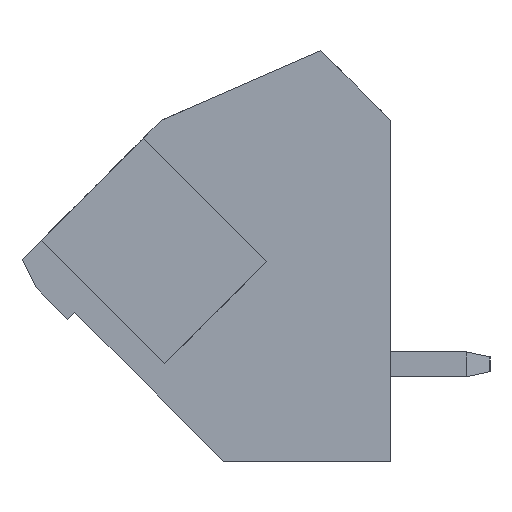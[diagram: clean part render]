
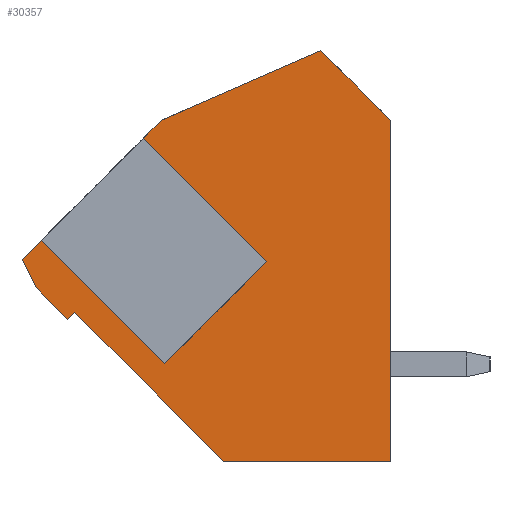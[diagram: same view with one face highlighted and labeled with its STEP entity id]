
A CAD part, left-side view. The second image highlights one B-rep face of the part: STEP entity #30357.
In plain terms, the highlighted planar face has unit normal (-1, 0, 0).
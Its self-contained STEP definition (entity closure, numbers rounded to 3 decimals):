
#360 = EDGE_CURVE ( 'NONE', #29695, #16934, #8866, .T. ) ;
#684 = EDGE_CURVE ( 'NONE', #20052, #23770, #35610, .T. ) ;
#1476 = ORIENTED_EDGE ( 'NONE', *, *, #26667, .T. ) ;
#1690 = EDGE_CURVE ( 'NONE', #40897, #26434, #38285, .T. ) ;
#1817 = ORIENTED_EDGE ( 'NONE', *, *, #33801, .T. ) ;
#1880 = CARTESIAN_POINT ( 'NONE',  ( 0., 9.2, 13.7 ) ) ;
#1919 = CARTESIAN_POINT ( 'NONE',  ( 0., 0., 13.7 ) ) ;
#3485 = ORIENTED_EDGE ( 'NONE', *, *, #32147, .T. ) ;
#3733 = EDGE_CURVE ( 'NONE', #47758, #7761, #37599, .T. ) ;
#3821 = CARTESIAN_POINT ( 'NONE',  ( 0., 14.8, 0. ) ) ;
#3855 = VECTOR ( 'NONE', #38589, 1000. ) ;
#4647 = VECTOR ( 'NONE', #46499, 1000. ) ;
#4919 = CARTESIAN_POINT ( 'NONE',  ( 0., 12.962, 5.696 ) ) ;
#5293 = LINE ( 'NONE', #45773, #14586 ) ;
#5635 = AXIS2_PLACEMENT_3D ( 'NONE', #6353, #46828, #35239 ) ;
#6353 = CARTESIAN_POINT ( 'NONE',  ( 0., 14.8, 16.5 ) ) ;
#7761 = VERTEX_POINT ( 'NONE', #46895 ) ;
#7869 = VERTEX_POINT ( 'NONE', #47912 ) ;
#8558 = CARTESIAN_POINT ( 'NONE',  ( 0., 9.2, 13.7 ) ) ;
#8866 = LINE ( 'NONE', #41806, #45660 ) ;
#9458 = EDGE_CURVE ( 'NONE', #45229, #25623, #5293, .T. ) ;
#9920 = DIRECTION ( 'NONE',  ( 0., 0.707, -0.707 ) ) ;
#9929 = EDGE_LOOP ( 'NONE', ( #26517, #33227, #10969, #47589, #33691, #23764, #1817, #45003, #3485, #1476, #41393, #29837, #22888 ) ) ;
#10146 = LINE ( 'NONE', #47636, #28685 ) ;
#10526 = EDGE_CURVE ( 'NONE', #28792, #16934, #10146, .T. ) ;
#10969 = ORIENTED_EDGE ( 'NONE', *, *, #3733, .T. ) ;
#11277 = CARTESIAN_POINT ( 'NONE',  ( 0., 0., 13.7 ) ) ;
#11812 = CARTESIAN_POINT ( 'NONE',  ( 0., 9.072, 3.928 ) ) ;
#13928 = VECTOR ( 'NONE', #9920, 1000. ) ;
#14586 = VECTOR ( 'NONE', #39181, 1000. ) ;
#14758 = LINE ( 'NONE', #25654, #15870 ) ;
#15870 = VECTOR ( 'NONE', #25893, 1000. ) ;
#16934 = VERTEX_POINT ( 'NONE', #37297 ) ;
#16939 = LINE ( 'NONE', #1880, #13928 ) ;
#17048 = DIRECTION ( 'NONE',  ( 0., 0.916, -0.401 ) ) ;
#17183 = CARTESIAN_POINT ( 'NONE',  ( 0., 14.234, 6.969 ) ) ;
#17520 = LINE ( 'NONE', #27954, #19119 ) ;
#18633 = LINE ( 'NONE', #3821, #39337 ) ;
#18911 = DIRECTION ( 'NONE',  ( 0., 0.707, 0.707 ) ) ;
#19119 = VECTOR ( 'NONE', #17048, 1000. ) ;
#19266 = LINE ( 'NONE', #11812, #34277 ) ;
#20052 = VERTEX_POINT ( 'NONE', #38327 ) ;
#20219 = FACE_OUTER_BOUND ( 'NONE', #9929, .T. ) ;
#20226 = DIRECTION ( 'NONE',  ( 0., 0.707, 0.707 ) ) ;
#21715 = DIRECTION ( 'NONE',  ( 0., 0.707, -0.707 ) ) ;
#22888 = ORIENTED_EDGE ( 'NONE', *, *, #10526, .T. ) ;
#23007 = CARTESIAN_POINT ( 'NONE',  ( 0., 4.971, 8.029 ) ) ;
#23764 = ORIENTED_EDGE ( 'NONE', *, *, #684, .T. ) ;
#23770 = VERTEX_POINT ( 'NONE', #28949 ) ;
#25016 = VERTEX_POINT ( 'NONE', #28179 ) ;
#25623 = VERTEX_POINT ( 'NONE', #41483 ) ;
#25654 = CARTESIAN_POINT ( 'NONE',  ( 0., 0., 16.5 ) ) ;
#25893 = DIRECTION ( 'NONE',  ( 0., 0., 1. ) ) ;
#26434 = VERTEX_POINT ( 'NONE', #44634 ) ;
#26517 = ORIENTED_EDGE ( 'NONE', *, *, #360, .F. ) ;
#26667 = EDGE_CURVE ( 'NONE', #25016, #40897, #14758, .T. ) ;
#27954 = CARTESIAN_POINT ( 'NONE',  ( 0., 2.8, 16.5 ) ) ;
#28179 = CARTESIAN_POINT ( 'NONE',  ( 0., 0., 0. ) ) ;
#28229 = EDGE_CURVE ( 'NONE', #7761, #7869, #16939, .T. ) ;
#28685 = VECTOR ( 'NONE', #21715, 1000. ) ;
#28792 = VERTEX_POINT ( 'NONE', #8558 ) ;
#28949 = CARTESIAN_POINT ( 'NONE',  ( 0., 12.962, 5.696 ) ) ;
#29695 = VERTEX_POINT ( 'NONE', #23007 ) ;
#29837 = ORIENTED_EDGE ( 'NONE', *, *, #39842, .T. ) ;
#30357 = ADVANCED_FACE ( 'NONE', ( #20219 ), #39305, .F. ) ;
#31572 = EDGE_CURVE ( 'NONE', #47758, #29695, #19266, .T. ) ;
#32147 = EDGE_CURVE ( 'NONE', #25623, #25016, #18633, .T. ) ;
#32161 = CARTESIAN_POINT ( 'NONE',  ( 0., 9.072, 3.928 ) ) ;
#32219 = VECTOR ( 'NONE', #34195, 1000. ) ;
#32538 = LINE ( 'NONE', #37615, #45770 ) ;
#33227 = ORIENTED_EDGE ( 'NONE', *, *, #31572, .F. ) ;
#33691 = ORIENTED_EDGE ( 'NONE', *, *, #36087, .T. ) ;
#33801 = EDGE_CURVE ( 'NONE', #23770, #45229, #42029, .T. ) ;
#33837 = DIRECTION ( 'NONE',  ( 0., -0.707, 0.707 ) ) ;
#34195 = DIRECTION ( 'NONE',  ( 0., 0.707, 0.707 ) ) ;
#34277 = VECTOR ( 'NONE', #33837, 1000. ) ;
#35239 = DIRECTION ( 'NONE',  ( 0., 0., -1. ) ) ;
#35610 = LINE ( 'NONE', #17183, #4647 ) ;
#36087 = EDGE_CURVE ( 'NONE', #7869, #20052, #32538, .T. ) ;
#37138 = DIRECTION ( 'NONE',  ( 0., -0.447, -0.894 ) ) ;
#37297 = CARTESIAN_POINT ( 'NONE',  ( 0., 9.921, 12.979 ) ) ;
#37372 = CARTESIAN_POINT ( 'NONE',  ( 0., 9.072, 3.928 ) ) ;
#37599 = LINE ( 'NONE', #37372, #39386 ) ;
#37615 = CARTESIAN_POINT ( 'NONE',  ( 0., 14.8, 8.1 ) ) ;
#38285 = LINE ( 'NONE', #1919, #32219 ) ;
#38327 = CARTESIAN_POINT ( 'NONE',  ( 0., 14.234, 6.969 ) ) ;
#38589 = DIRECTION ( 'NONE',  ( 0., -0.707, 0.707 ) ) ;
#38636 = CARTESIAN_POINT ( 'NONE',  ( 0., 12.679, 5.979 ) ) ;
#39181 = DIRECTION ( 'NONE',  ( 0., -0.707, -0.707 ) ) ;
#39305 = PLANE ( 'NONE',  #5635 ) ;
#39337 = VECTOR ( 'NONE', #44595, 1000. ) ;
#39386 = VECTOR ( 'NONE', #18911, 1000. ) ;
#39842 = EDGE_CURVE ( 'NONE', #26434, #28792, #17520, .T. ) ;
#40897 = VERTEX_POINT ( 'NONE', #11277 ) ;
#41393 = ORIENTED_EDGE ( 'NONE', *, *, #1690, .T. ) ;
#41483 = CARTESIAN_POINT ( 'NONE',  ( 0., 6.7, 0. ) ) ;
#41806 = CARTESIAN_POINT ( 'NONE',  ( 0., 4.971, 8.029 ) ) ;
#42029 = LINE ( 'NONE', #4919, #3855 ) ;
#44595 = DIRECTION ( 'NONE',  ( 0., -1., 0. ) ) ;
#44634 = CARTESIAN_POINT ( 'NONE',  ( 0., 2.8, 16.5 ) ) ;
#45003 = ORIENTED_EDGE ( 'NONE', *, *, #9458, .T. ) ;
#45229 = VERTEX_POINT ( 'NONE', #38636 ) ;
#45660 = VECTOR ( 'NONE', #20226, 1000. ) ;
#45770 = VECTOR ( 'NONE', #37138, 1000. ) ;
#45773 = CARTESIAN_POINT ( 'NONE',  ( 0., 6.7, 0. ) ) ;
#46499 = DIRECTION ( 'NONE',  ( 0., -0.707, -0.707 ) ) ;
#46828 = DIRECTION ( 'NONE',  ( 1., 0., 0. ) ) ;
#46895 = CARTESIAN_POINT ( 'NONE',  ( 0., 14.022, 8.878 ) ) ;
#47589 = ORIENTED_EDGE ( 'NONE', *, *, #28229, .T. ) ;
#47636 = CARTESIAN_POINT ( 'NONE',  ( 0., 9.2, 13.7 ) ) ;
#47758 = VERTEX_POINT ( 'NONE', #32161 ) ;
#47912 = CARTESIAN_POINT ( 'NONE',  ( 0., 14.8, 8.1 ) ) ;
